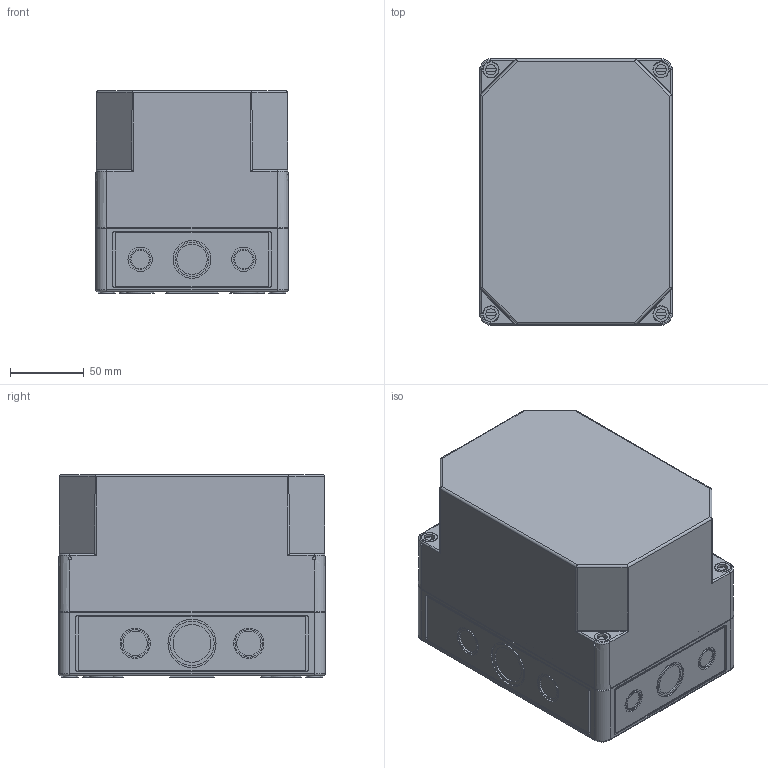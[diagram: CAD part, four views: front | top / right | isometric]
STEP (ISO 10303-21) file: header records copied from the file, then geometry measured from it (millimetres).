
FILE_DESCRIPTION( ( 'STEP AP214' ), ' ' );
FILE_NAME( '10701501.stp', '2016-03-28T15:52:35', ( '' ), ( '' ), ' ', 'PARTsolutions', ' ' );
FILE_SCHEMA( ( 'AUTOMOTIVE_DESIGN { 1 0 10303 214 1 1 1 1 }' ) );
Length unit declared in the file: millimetre
Products named in the file (4): 10701501; _Kasten_TK1813-f-m; _Deckel_TK1813-13-t; _Schraube_TK58mm-schwarz
Assembly tree (6 placements, depth 2):
  10701501
    _Kasten_TK1813-f-m
    _Deckel_TK1813-13-t
    _Schraube_TK58mm-schwarz  x4
Bounding box: 130 x 180 x 137 mm (x, y, z)
Volume: 466956.1 mm3; surface area: 283889.7 mm2
Topology: 6 solids, 6 shells, 1029 faces, 2500 edges, 1640 vertices
Faces by surface type: plane 679, cylinder 286, cone 52, torus 12
Full cylindrical faces by diameter (mm): 2.2 x4, 3.4 x12, 5 x4, 5.8 x8, 7 x4, 7.42 x8, 8 x4, 8.376 x4, 9 x4, 10.2 x4, 10.5 x4, 12.5 x8, 13.79 x4, 13.96 x4, 14 x4, 16.5 x10, 16.6 x4, 18.7 x2, 19 x4, 20.5 x5, 22.96 x3, 25.5 x4, 29.96 x1, 32.5 x1
Entity records: 29488 total; most frequent: CARTESIAN_POINT 4199, DIRECTION 4016, ORIENTED_EDGE 3600, EDGE_CURVE 1800, AXIS2_PLACEMENT_3D 1448, VERTEX_POINT 1255, LINE 1120, VECTOR 1120
